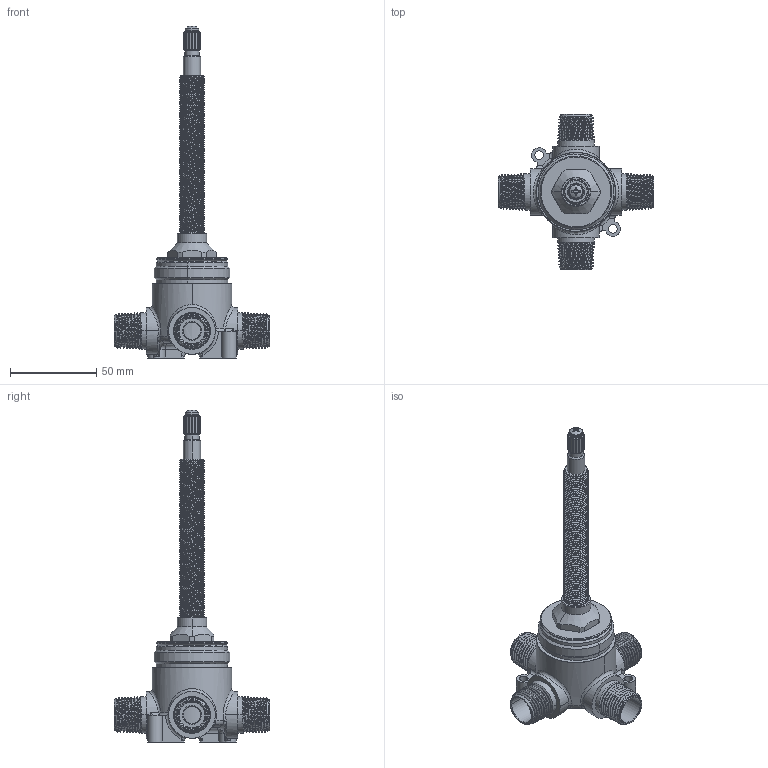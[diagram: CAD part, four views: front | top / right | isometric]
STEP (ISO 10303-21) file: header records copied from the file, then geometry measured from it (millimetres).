
FILE_DESCRIPTION((''),'2;1');
FILE_NAME('1-701','2021-04-21T15:20:15',('rsmith'),(''),'CREO PARAMETRIC BY PTC INC, 2018400','CREO PARAMETRIC BY PTC INC, 2018400','');
FILE_SCHEMA(('AUTOMOTIVE_DESIGN { 1 0 10303 214 1 1 1 1 }'));
Length unit declared in the file: inch
Products named in the file (1): 1-701
Bounding box: 90 x 90 x 192.37 mm (x, y, z)
Volume: 120860.5 mm3; surface area: 34626.3 mm2
Topology: 1 solids, 1 shells, 924 faces, 2497 edges, 1590 vertices
Faces by surface type: cylinder 442, plane 174, bspline 147, cone 132, torus 28, sphere 1
Entity records: 109442 total; most frequent: CARTESIAN_POINT 77346, ORIENTED_EDGE 4976, DIRECTION 3266, PRESENTATION_STYLE_ASSIGNMENT 2993, STYLED_ITEM 2770, CURVE_STYLE 2488, EDGE_CURVE 2488, VERTEX_POINT 1589
